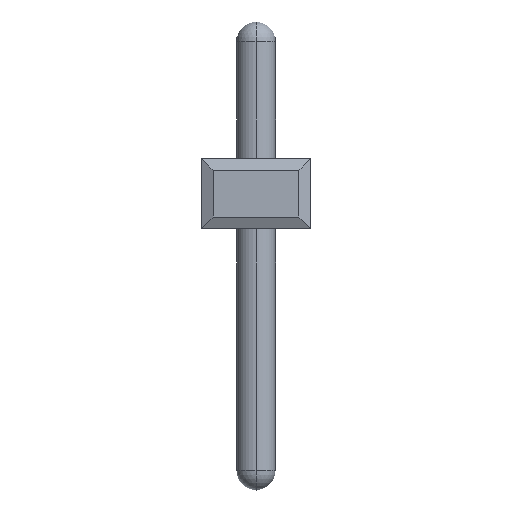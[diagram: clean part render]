
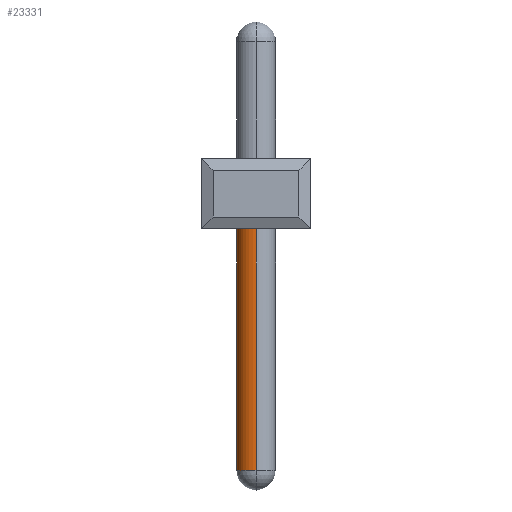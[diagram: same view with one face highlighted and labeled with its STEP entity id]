
A CAD part, front view. The second image highlights one B-rep face of the part: STEP entity #23331.
In plain terms, the highlighted cylindrical face has radius 0.5 mm (diameter 1 mm), a partial arc.
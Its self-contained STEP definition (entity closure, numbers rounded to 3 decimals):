
#8107=CARTESIAN_POINT('',(1.4,-92.75,0.2));
#8108=DIRECTION('',(0.,0.,1.));
#8109=DIRECTION('',(0.,1.,0.));
#8110=AXIS2_PLACEMENT_3D('',#8107,#8108,#8109);
#8121=CARTESIAN_POINT('',(1.4,-92.75,-6.2));
#8122=DIRECTION('',(0.,0.,1.));
#8123=DIRECTION('',(0.,1.,0.));
#8124=AXIS2_PLACEMENT_3D('',#8121,#8122,#8123);
#8126=DIRECTION('',(0.,0.,1.));
#8127=VECTOR('',#8126,6.4);
#8128=CARTESIAN_POINT('',(1.4,-92.25,-6.2));
#8129=LINE('',#8128,#8127);
#8135=DIRECTION('',(0.,0.,1.));
#8136=VECTOR('',#8135,6.4);
#8137=CARTESIAN_POINT('',(1.4,-93.25,-6.2));
#8138=LINE('',#8137,#8136);
#10382=CARTESIAN_POINT('',(1.4,-92.25,-6.2));
#10384=VERTEX_POINT('',#10382);
#10389=CARTESIAN_POINT('',(1.4,-93.25,-6.2));
#10390=VERTEX_POINT('',#10389);
#10393=CARTESIAN_POINT('',(1.4,-92.25,0.2));
#10394=CARTESIAN_POINT('',(1.4,-93.25,0.2));
#10395=VERTEX_POINT('',#10393);
#10396=VERTEX_POINT('',#10394);
#23317=CARTESIAN_POINT('',(1.4,-92.75,-7.3));
#23318=DIRECTION('',(0.,0.,1.));
#23319=DIRECTION('',(0.,1.,0.));
#23320=AXIS2_PLACEMENT_3D('',#23317,#23318,#23319);
#23321=CYLINDRICAL_SURFACE('',#23320,0.5);
#23322=ORIENTED_EDGE('',*,*,#23298,.T.);
#23324=ORIENTED_EDGE('',*,*,#23323,.F.);
#23326=ORIENTED_EDGE('',*,*,#23325,.F.);
#23328=ORIENTED_EDGE('',*,*,#23327,.T.);
#23329=EDGE_LOOP('',(#23322,#23324,#23326,#23328));
#23330=FACE_OUTER_BOUND('',#23329,.F.);
#23331=ADVANCED_FACE('',(#23330),#23321,.T.);
#8111=CIRCLE('',#8110,0.5);
#8125=CIRCLE('',#8124,0.5);
#23298=EDGE_CURVE('',#10395,#10396,#8111,.T.);
#23323=EDGE_CURVE('',#10390,#10396,#8138,.T.);
#23325=EDGE_CURVE('',#10384,#10390,#8125,.T.);
#23327=EDGE_CURVE('',#10384,#10395,#8129,.T.);
